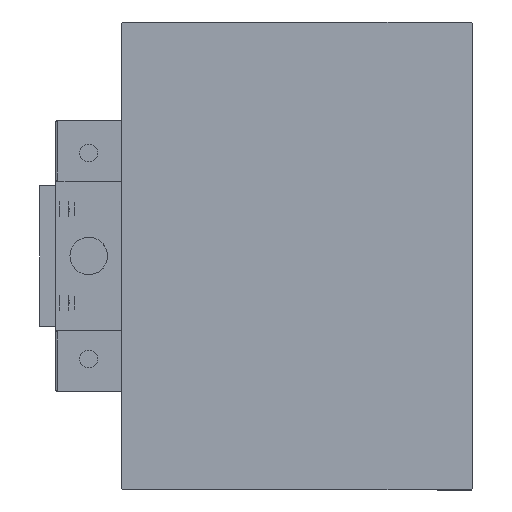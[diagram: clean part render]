
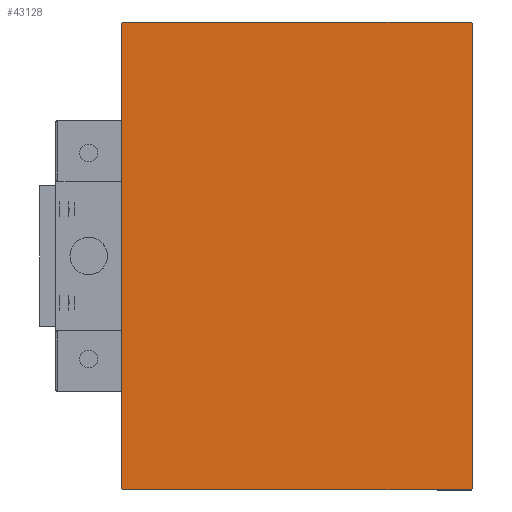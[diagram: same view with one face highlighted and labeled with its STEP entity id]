
A CAD part, left-side view. The second image highlights one B-rep face of the part: STEP entity #43128.
In plain terms, the highlighted face is planar.
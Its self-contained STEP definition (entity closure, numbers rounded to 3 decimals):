
#406 = VECTOR ( 'NONE', #11869, 1000. ) ;
#533 = DIRECTION ( 'NONE',  ( 0., 0., -1. ) ) ;
#539 = VECTOR ( 'NONE', #26378, 1000. ) ;
#1262 = VECTOR ( 'NONE', #50807, 1000. ) ;
#2081 = EDGE_CURVE ( 'NONE', #22661, #14354, #52302, .T. ) ;
#2939 = CARTESIAN_POINT ( 'NONE',  ( 193., 37.5, -50. ) ) ;
#4065 = PLANE ( 'NONE',  #18546 ) ;
#5287 = CARTESIAN_POINT ( 'NONE',  ( 193., -37.5, 49.7 ) ) ;
#5741 = CARTESIAN_POINT ( 'NONE',  ( 193., 37.2, -50. ) ) ;
#5759 = CARTESIAN_POINT ( 'NONE',  ( 193., 37.5, 50. ) ) ;
#6056 = EDGE_CURVE ( 'NONE', #13931, #30108, #11325, .T. ) ;
#6783 = CARTESIAN_POINT ( 'NONE',  ( 193., -37.5, -50. ) ) ;
#8127 = DIRECTION ( 'NONE',  ( 1., 0., 0. ) ) ;
#8330 = CARTESIAN_POINT ( 'NONE',  ( 193., -37.5, -49.7 ) ) ;
#8415 = VECTOR ( 'NONE', #52573, 1000. ) ;
#8754 = EDGE_LOOP ( 'NONE', ( #33221, #52284, #26672, #17085, #26207, #43197, #21216, #28723 ) ) ;
#8915 = CARTESIAN_POINT ( 'NONE',  ( 193., 0., 0. ) ) ;
#9847 = CARTESIAN_POINT ( 'NONE',  ( 193., 43.6, -43.6 ) ) ;
#11325 = LINE ( 'NONE', #23790, #406 ) ;
#11869 = DIRECTION ( 'NONE',  ( 0., -0.707, -0.707 ) ) ;
#13063 = EDGE_CURVE ( 'NONE', #14354, #40756, #21237, .T. ) ;
#13367 = CARTESIAN_POINT ( 'NONE',  ( 193., 43.6, 43.6 ) ) ;
#13547 = CARTESIAN_POINT ( 'NONE',  ( 193., -37.2, -50. ) ) ;
#13613 = EDGE_CURVE ( 'NONE', #38883, #53189, #16253, .T. ) ;
#13931 = VERTEX_POINT ( 'NONE', #40841 ) ;
#14354 = VERTEX_POINT ( 'NONE', #53233 ) ;
#14941 = DIRECTION ( 'NONE',  ( 0., 0., -1. ) ) ;
#15747 = CARTESIAN_POINT ( 'NONE',  ( 193., -37.5, 50. ) ) ;
#15987 = DIRECTION ( 'NONE',  ( 0., 0.707, -0.707 ) ) ;
#16253 = LINE ( 'NONE', #6783, #17708 ) ;
#17085 = ORIENTED_EDGE ( 'NONE', *, *, #13063, .T. ) ;
#17636 = EDGE_CURVE ( 'NONE', #30108, #25555, #44530, .T. ) ;
#17708 = VECTOR ( 'NONE', #52636, 1000. ) ;
#17711 = LINE ( 'NONE', #9847, #49833 ) ;
#18168 = CARTESIAN_POINT ( 'NONE',  ( 193., 37.2, 50. ) ) ;
#18546 = AXIS2_PLACEMENT_3D ( 'NONE', #8915, #8127, #533 ) ;
#21216 = ORIENTED_EDGE ( 'NONE', *, *, #17636, .T. ) ;
#21237 = LINE ( 'NONE', #13367, #1262 ) ;
#22661 = VERTEX_POINT ( 'NONE', #37593 ) ;
#23779 = EDGE_CURVE ( 'NONE', #40756, #13931, #25574, .T. ) ;
#23790 = CARTESIAN_POINT ( 'NONE',  ( 193., -43.6, 43.6 ) ) ;
#25555 = VERTEX_POINT ( 'NONE', #8330 ) ;
#25574 = LINE ( 'NONE', #5759, #539 ) ;
#26207 = ORIENTED_EDGE ( 'NONE', *, *, #23779, .T. ) ;
#26378 = DIRECTION ( 'NONE',  ( 0., -1., 0. ) ) ;
#26672 = ORIENTED_EDGE ( 'NONE', *, *, #2081, .T. ) ;
#28723 = ORIENTED_EDGE ( 'NONE', *, *, #49996, .T. ) ;
#30108 = VERTEX_POINT ( 'NONE', #5287 ) ;
#33221 = ORIENTED_EDGE ( 'NONE', *, *, #13613, .T. ) ;
#36164 = VECTOR ( 'NONE', #15987, 1000. ) ;
#37426 = CARTESIAN_POINT ( 'NONE',  ( 193., -43.6, -43.6 ) ) ;
#37593 = CARTESIAN_POINT ( 'NONE',  ( 193., 37.5, -49.7 ) ) ;
#38883 = VERTEX_POINT ( 'NONE', #13547 ) ;
#40756 = VERTEX_POINT ( 'NONE', #18168 ) ;
#40841 = CARTESIAN_POINT ( 'NONE',  ( 193., -37.2, 50. ) ) ;
#41769 = LINE ( 'NONE', #37426, #36164 ) ;
#43128 = ADVANCED_FACE ( 'NONE', ( #45570 ), #4065, .T. ) ;
#43197 = ORIENTED_EDGE ( 'NONE', *, *, #6056, .T. ) ;
#43240 = DIRECTION ( 'NONE',  ( 0., 0.707, 0.707 ) ) ;
#44470 = VECTOR ( 'NONE', #14941, 1000. ) ;
#44530 = LINE ( 'NONE', #15747, #44470 ) ;
#45570 = FACE_OUTER_BOUND ( 'NONE', #8754, .T. ) ;
#45600 = EDGE_CURVE ( 'NONE', #53189, #22661, #17711, .T. ) ;
#49833 = VECTOR ( 'NONE', #43240, 1000. ) ;
#49996 = EDGE_CURVE ( 'NONE', #25555, #38883, #41769, .T. ) ;
#50807 = DIRECTION ( 'NONE',  ( 0., -0.707, 0.707 ) ) ;
#52284 = ORIENTED_EDGE ( 'NONE', *, *, #45600, .T. ) ;
#52302 = LINE ( 'NONE', #2939, #8415 ) ;
#52573 = DIRECTION ( 'NONE',  ( 0., 0., 1. ) ) ;
#52636 = DIRECTION ( 'NONE',  ( 0., 1., 0. ) ) ;
#53189 = VERTEX_POINT ( 'NONE', #5741 ) ;
#53233 = CARTESIAN_POINT ( 'NONE',  ( 193., 37.5, 49.7 ) ) ;
